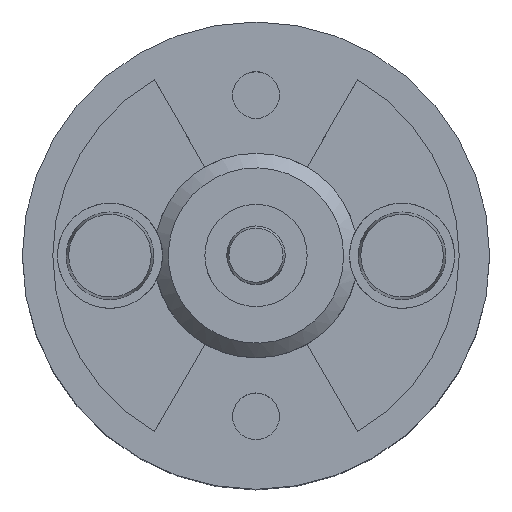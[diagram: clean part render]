
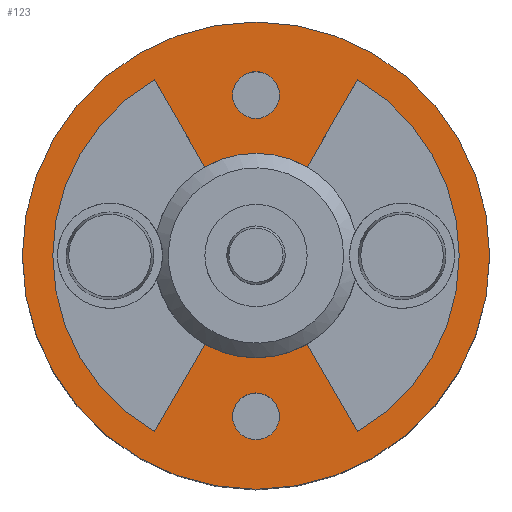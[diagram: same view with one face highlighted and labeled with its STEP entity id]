
A CAD part, top view. The second image highlights one B-rep face of the part: STEP entity #123.
In plain terms, the highlighted planar face has unit normal (0, 0, 1).
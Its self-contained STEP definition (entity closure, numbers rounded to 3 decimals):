
#85=LINE('',#1069,#105);
#86=LINE('',#1073,#106);
#87=LINE('',#1077,#107);
#88=LINE('',#1078,#108);
#105=VECTOR('',#837,1.);
#106=VECTOR('',#840,1.);
#107=VECTOR('',#843,1.);
#108=VECTOR('',#844,1.);
#123=ADVANCED_FACE('',(#204,#205,#206,#207),#174,.T.);
#174=PLANE('',#714);
#204=FACE_BOUND('',#276,.T.);
#205=FACE_BOUND('',#277,.T.);
#206=FACE_BOUND('',#278,.T.);
#207=FACE_BOUND('',#279,.T.);
#276=EDGE_LOOP('',(#373));
#277=EDGE_LOOP('',(#374));
#278=EDGE_LOOP('',(#375));
#279=EDGE_LOOP('',(#376,#377,#378,#379,#380,#381,#382,#383));
#373=ORIENTED_EDGE('',*,*,#583,.T.);
#374=ORIENTED_EDGE('',*,*,#584,.T.);
#375=ORIENTED_EDGE('',*,*,#585,.F.);
#376=ORIENTED_EDGE('',*,*,#586,.T.);
#377=ORIENTED_EDGE('',*,*,#587,.T.);
#378=ORIENTED_EDGE('',*,*,#588,.T.);
#379=ORIENTED_EDGE('',*,*,#589,.T.);
#380=ORIENTED_EDGE('',*,*,#590,.T.);
#381=ORIENTED_EDGE('',*,*,#591,.T.);
#382=ORIENTED_EDGE('',*,*,#578,.T.);
#383=ORIENTED_EDGE('',*,*,#592,.T.);
#516=VERTEX_POINT('',#1049);
#517=VERTEX_POINT('',#1051);
#521=VERTEX_POINT('',#1061);
#522=VERTEX_POINT('',#1063);
#523=VERTEX_POINT('',#1065);
#524=VERTEX_POINT('',#1067);
#525=VERTEX_POINT('',#1068);
#526=VERTEX_POINT('',#1070);
#527=VERTEX_POINT('',#1072);
#528=VERTEX_POINT('',#1074);
#529=VERTEX_POINT('',#1076);
#578=EDGE_CURVE('',#517,#516,#650,.T.);
#583=EDGE_CURVE('',#521,#521,#653,.T.);
#584=EDGE_CURVE('',#522,#522,#654,.T.);
#585=EDGE_CURVE('',#523,#523,#655,.T.);
#586=EDGE_CURVE('',#524,#525,#656,.T.);
#587=EDGE_CURVE('',#525,#526,#85,.T.);
#588=EDGE_CURVE('',#526,#527,#657,.T.);
#589=EDGE_CURVE('',#527,#528,#86,.T.);
#590=EDGE_CURVE('',#528,#529,#658,.T.);
#591=EDGE_CURVE('',#529,#517,#87,.T.);
#592=EDGE_CURVE('',#516,#524,#88,.T.);
#650=CIRCLE('',#704,3.5);
#653=CIRCLE('',#708,0.8);
#654=CIRCLE('',#709,0.8);
#655=CIRCLE('',#710,8.);
#656=CIRCLE('',#711,6.958);
#657=CIRCLE('',#712,3.5);
#658=CIRCLE('',#713,6.958);
#704=AXIS2_PLACEMENT_3D('',#1050,#819,#820);
#708=AXIS2_PLACEMENT_3D('',#1060,#829,#830);
#709=AXIS2_PLACEMENT_3D('',#1062,#831,#832);
#710=AXIS2_PLACEMENT_3D('',#1064,#833,#834);
#711=AXIS2_PLACEMENT_3D('',#1066,#835,#836);
#712=AXIS2_PLACEMENT_3D('',#1071,#838,#839);
#713=AXIS2_PLACEMENT_3D('',#1075,#841,#842);
#714=AXIS2_PLACEMENT_3D('',#1079,#845,#846);
#819=DIRECTION('',(0.,0.,-1.));
#820=DIRECTION('',(1.,0.,0.));
#829=DIRECTION('',(0.,0.,-1.));
#830=DIRECTION('',(1.,0.,0.));
#831=DIRECTION('',(0.,0.,-1.));
#832=DIRECTION('',(-1.,0.,0.));
#833=DIRECTION('',(0.,0.,-1.));
#834=DIRECTION('',(-1.,0.,0.));
#835=DIRECTION('',(0.,0.,-1.));
#836=DIRECTION('',(-1.,0.,0.));
#837=DIRECTION('',(-0.5,0.866,0.));
#838=DIRECTION('',(0.,0.,-1.));
#839=DIRECTION('',(1.,0.,0.));
#840=DIRECTION('',(-0.5,-0.866,0.));
#841=DIRECTION('',(0.,0.,-1.));
#842=DIRECTION('',(1.,0.,0.));
#843=DIRECTION('',(0.5,-0.866,0.));
#844=DIRECTION('',(0.5,0.866,0.));
#845=DIRECTION('',(0.,0.,1.));
#846=DIRECTION('',(1.,0.,0.));
#1049=CARTESIAN_POINT('',(1.75,3.031,0.));
#1050=CARTESIAN_POINT('',(0.,0.,0.));
#1051=CARTESIAN_POINT('',(-1.75,3.031,0.));
#1060=CARTESIAN_POINT('',(0.,-5.5,0.));
#1061=CARTESIAN_POINT('',(0.8,-5.5,0.));
#1062=CARTESIAN_POINT('',(0.,5.5,0.));
#1063=CARTESIAN_POINT('',(-0.8,5.5,0.));
#1064=CARTESIAN_POINT('',(0.,0.,0.));
#1065=CARTESIAN_POINT('',(-8.,0.,0.));
#1066=CARTESIAN_POINT('',(0.,0.,0.));
#1067=CARTESIAN_POINT('',(3.479,6.026,0.));
#1068=CARTESIAN_POINT('',(3.479,-6.026,0.));
#1069=CARTESIAN_POINT('',(3.5,-6.062,0.));
#1070=CARTESIAN_POINT('',(1.75,-3.031,0.));
#1071=CARTESIAN_POINT('',(0.,0.,0.));
#1072=CARTESIAN_POINT('',(-1.75,-3.031,0.));
#1073=CARTESIAN_POINT('',(1.75,3.031,0.));
#1074=CARTESIAN_POINT('',(-3.479,-6.026,0.));
#1075=CARTESIAN_POINT('',(0.,0.,0.));
#1076=CARTESIAN_POINT('',(-3.479,6.026,0.));
#1077=CARTESIAN_POINT('',(-3.5,6.062,0.));
#1078=CARTESIAN_POINT('',(-1.75,-3.031,0.));
#1079=CARTESIAN_POINT('',(0.,0.,0.));
